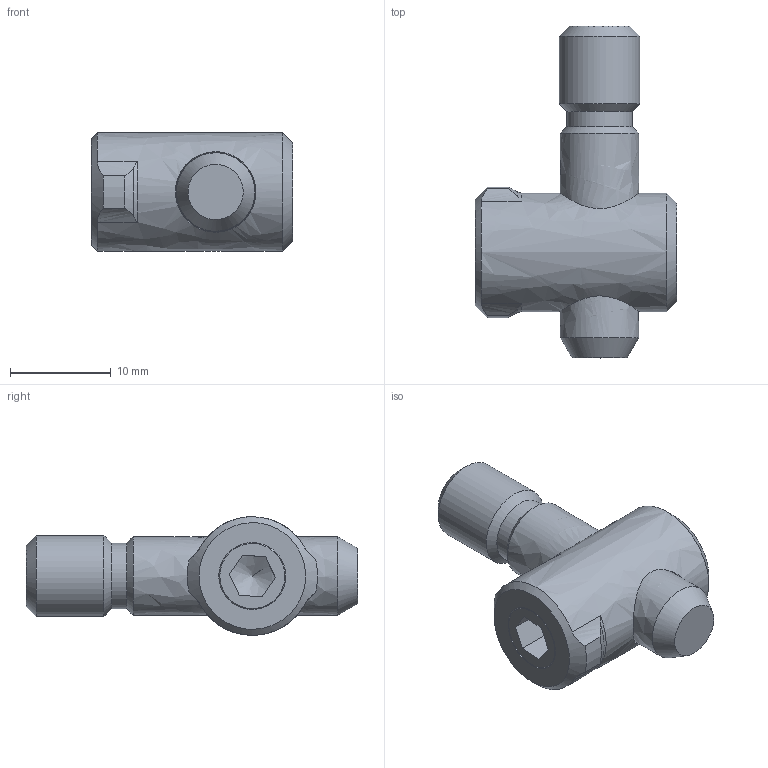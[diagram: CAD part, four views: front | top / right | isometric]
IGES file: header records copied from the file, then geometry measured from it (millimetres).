
Global section: file name: SV1071V_A; native system: Autodesk Inventor 2015; preprocessor: unknown; author: D. Wölk,; organization: 11; date: 20151130.165616; units: millimetre
Bounding box: 20 x 33 x 11.8 mm (x, y, z)
Volume: 3136.6 mm3; surface area: 2445.4 mm2
Topology: 3 solids, 3 shells, 39 faces, 103 edges, 70 vertices
Faces by surface type: bspline 39
